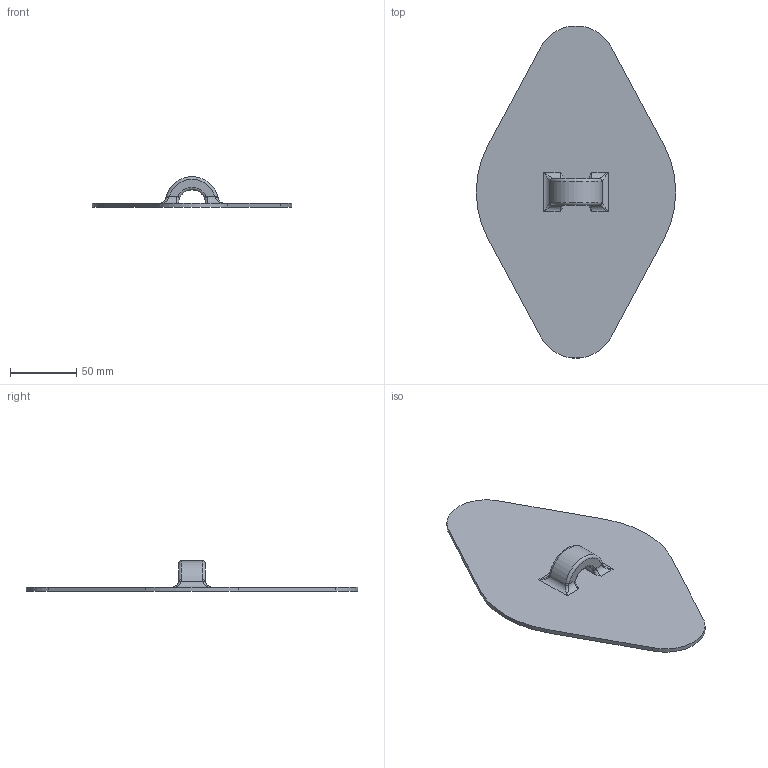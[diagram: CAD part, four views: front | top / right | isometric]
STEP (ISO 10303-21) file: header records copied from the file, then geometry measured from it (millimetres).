
FILE_DESCRIPTION(('FreeCAD Model'),'2;1');
FILE_NAME('Open CASCADE Shape Model','2025-02-06T22:02:41',(''),(''), 'Open CASCADE STEP processor 7.8','FreeCAD','Unknown');
FILE_SCHEMA(('AUTOMOTIVE_DESIGN { 1 0 10303 214 1 1 1 1 }'));
Length unit declared in the file: millimetre
Products named in the file (1): Body
Bounding box: 150 x 249.78 x 22.93 mm (x, y, z)
Volume: 84837.2 mm3; surface area: 54101.8 mm2
Topology: 1 solids, 1 shells, 36 faces, 94 edges, 56 vertices
Faces by surface type: cylinder 12, bspline 12, plane 8, torus 4
Entity records: 2068 total; most frequent: CARTESIAN_POINT 1319, ORIENTED_EDGE 180, DIRECTION 124, EDGE_CURVE 90, VERTEX_POINT 56, AXIS2_PLACEMENT_3D 45, FACE_BOUND 38, EDGE_LOOP 38
